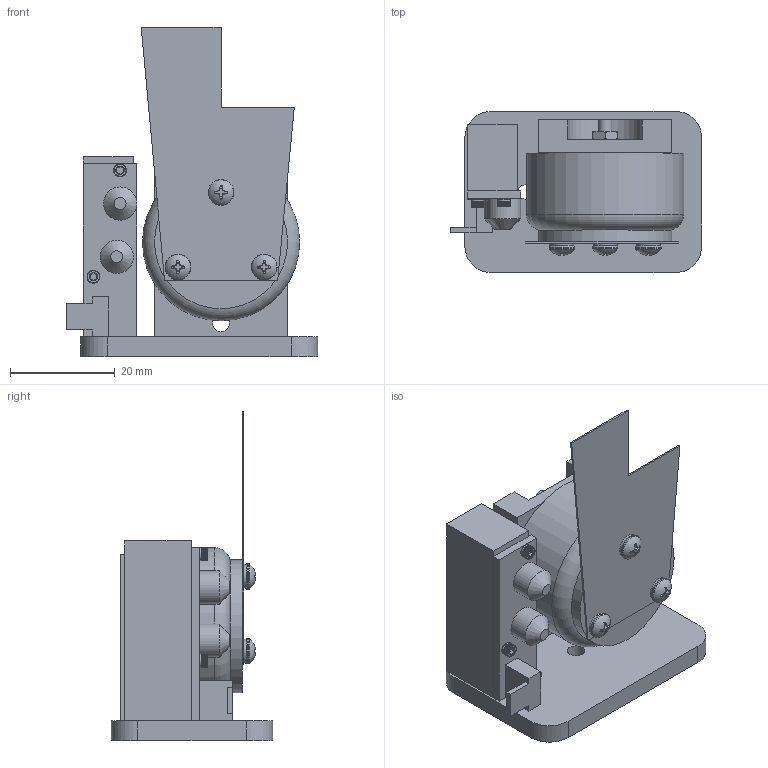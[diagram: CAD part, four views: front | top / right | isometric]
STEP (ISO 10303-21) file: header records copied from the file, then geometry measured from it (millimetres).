
FILE_DESCRIPTION(/* description */ ('STEP AP242','CAx-IF Rec.Pracs.---Representation and Presentation of Product Manufacturing Information (PMI)---4.0---2014-10-13','CAx-IF Rec.Pracs.---3D Tessellated Geometry---0.4---2014-09-14','2;1'),/* implementation_level */ '2;1');
FILE_NAME(/* name */ '652cb314da8f6704ff88c356',/* time_stamp */ '2023-10-16T03:50:45Z',/* author */ (''),/* organization */ (''),/* preprocessor_version */ 'ST-DEVELOPER v19.4',/* originating_system */ ' ',/* authorisation */ ' ');
FILE_SCHEMA (('AP242_MANAGED_MODEL_BASED_3D_ENGINEERING_MIM_LF { 1 0 10303 442 1 1 4 }'));
Length unit declared in the file: metre
Products named in the file (17): -MP; pi mount; rotor; pi pcb; 91772A089_Passivated 18-8 Stainless Steel Pan Head Phillips Screw; 91251A055_Black-Oxide Alloy Steel Socket Head Screw; 90480A004_Low-Strength Steel Hex Nut; blade; 90945A707_18-8 Stainless Steel Mil. Spec. Washer; base; plate; 96640A110_Black-Oxide 18-8 Stainless Steel Phillips Flat Head Screws; 96640A054_Black-Oxide 18-8 Stainless Steel Phillips Flat Head Screws; pi sensor1; pi sensor2; pi molex; mount
Assembly tree (24 placements, depth 2):
  -MP
    pi mount
    rotor
    pi pcb
    91772A089_Passivated 18-8 Stainless Steel Pan Head Phillips Screw  x3
    91251A055_Black-Oxide Alloy Steel Socket Head Screw  x2
    90480A004_Low-Strength Steel Hex Nut  x2
    blade
    90945A707_18-8 Stainless Steel Mil. Spec. Washer  x3
    base
    plate
    96640A110_Black-Oxide 18-8 Stainless Steel Phillips Flat Head Screws  x2
    96640A054_Black-Oxide 18-8 Stainless Steel Phillips Flat Head Screws  x2
    pi sensor1
    pi sensor2
    pi molex
    mount
Bounding box: 47.98 x 30.78 x 62.83 mm (x, y, z)
Volume: 24898.2 mm3; surface area: 16698 mm2
Topology: 24 solids, 24 shells, 1036 faces, 2861 edges, 1990 vertices
Faces by surface type: plane 440, cone 313, cylinder 232, bspline 34, torus 14, sphere 3
Full cylindrical faces by diameter (mm): 1.191 x2, 1.524 x2, 2 x3, 2.261 x2, 2.438 x2, 2.54 x2, 2.591 x3, 2.667 x5, 2.705 x6, 2.896 x3, 3.175 x3, 3.3 x1, 3.505 x8, 3.912 x2, 4.572 x3, 4.902 x3, 6.35 x2, 12.7 x1, 14 x1, 25.41 x1, 30 x1
Entity records: 21135 total; most frequent: CARTESIAN_POINT 7751, ORIENTED_EDGE 2708, DIRECTION 2582, EDGE_CURVE 1354, VERTEX_POINT 988, AXIS2_PLACEMENT_3D 968, FACE_BOUND 714, EDGE_LOOP 706
